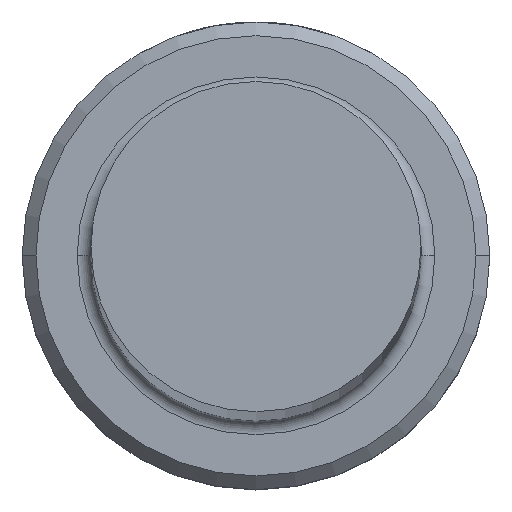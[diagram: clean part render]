
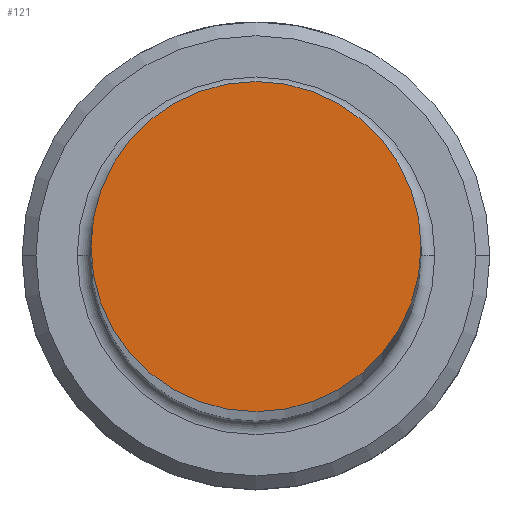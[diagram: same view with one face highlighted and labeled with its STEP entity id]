
A CAD part, top view. The second image highlights one B-rep face of the part: STEP entity #121.
In plain terms, the highlighted planar face has unit normal (0, 0, 1).
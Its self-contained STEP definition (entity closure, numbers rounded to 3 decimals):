
#21 = AXIS2_PLACEMENT_3D ( 'NONE', #283, #1193, #1108 ) ;
#74 = CARTESIAN_POINT ( 'NONE',  ( 0., 0., 200. ) ) ;
#121 = ADVANCED_FACE ( 'NONE', ( #239 ), #815, .T. ) ;
#176 = DIRECTION ( 'NONE',  ( 1., 0., 0. ) ) ;
#223 = AXIS2_PLACEMENT_3D ( 'NONE', #1054, #614, #705 ) ;
#239 = FACE_OUTER_BOUND ( 'NONE', #491, .T. ) ;
#283 = CARTESIAN_POINT ( 'NONE',  ( 0., 0., 200. ) ) ;
#334 = CARTESIAN_POINT ( 'NONE',  ( -6., 0., 200. ) ) ;
#490 = EDGE_CURVE ( 'NONE', #694, #504, #667, .T. ) ;
#491 = EDGE_LOOP ( 'NONE', ( #743, #906 ) ) ;
#504 = VERTEX_POINT ( 'NONE', #1016 ) ;
#614 = DIRECTION ( 'NONE',  ( 0., 0., 1. ) ) ;
#667 = CIRCLE ( 'NONE', #21, 6. ) ;
#694 = VERTEX_POINT ( 'NONE', #334 ) ;
#705 = DIRECTION ( 'NONE',  ( 1., 0., 0. ) ) ;
#743 = ORIENTED_EDGE ( 'NONE', *, *, #490, .T. ) ;
#753 = DIRECTION ( 'NONE',  ( 0., 0., 1. ) ) ;
#801 = CIRCLE ( 'NONE', #904, 6. ) ;
#815 = PLANE ( 'NONE',  #223 ) ;
#904 = AXIS2_PLACEMENT_3D ( 'NONE', #74, #753, #176 ) ;
#906 = ORIENTED_EDGE ( 'NONE', *, *, #966, .T. ) ;
#966 = EDGE_CURVE ( 'NONE', #504, #694, #801, .T. ) ;
#1016 = CARTESIAN_POINT ( 'NONE',  ( 6., 0., 200. ) ) ;
#1054 = CARTESIAN_POINT ( 'NONE',  ( 0., 0., 200. ) ) ;
#1108 = DIRECTION ( 'NONE',  ( 1., 0., 0. ) ) ;
#1193 = DIRECTION ( 'NONE',  ( 0., 0., 1. ) ) ;
